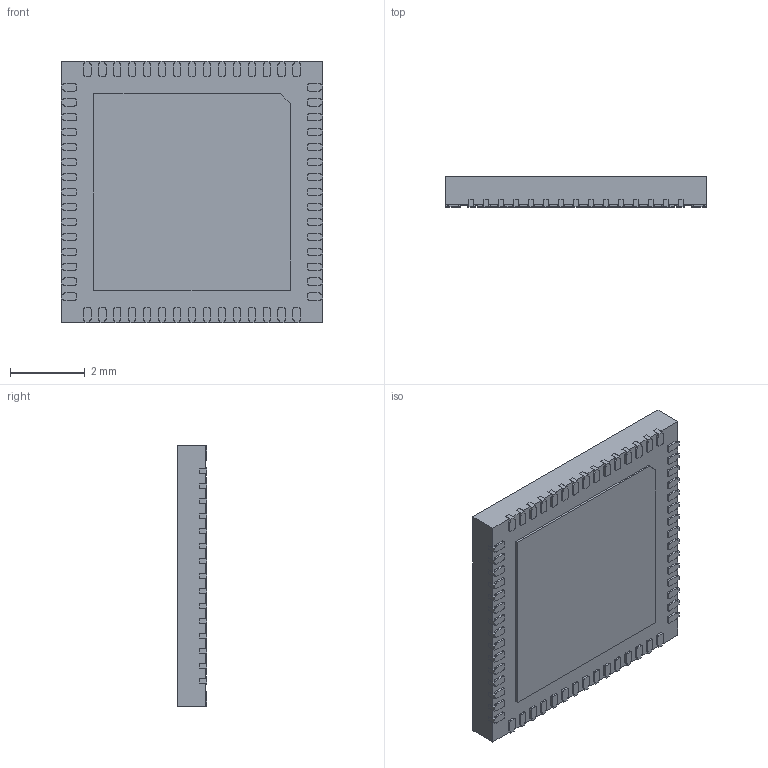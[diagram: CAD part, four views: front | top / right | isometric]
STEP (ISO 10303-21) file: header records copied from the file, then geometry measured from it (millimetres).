
FILE_DESCRIPTION (( 'STEP AP214' ), '1' );
FILE_NAME ('IS31FL3741-QFLS4-TR.STEP', '2018-12-28T07:53:38', ( '' ), ( '' ), 'SwSTEP 2.0', 'SolidWorks 2017', '' );
FILE_SCHEMA (( 'AUTOMOTIVE_DESIGN' ));
Length unit declared in the file: millimetre
Products named in the file (1): IS31FL3741-QFLS4-TR
Bounding box: 7 x 0.8 x 7 mm (x, y, z)
Volume: 38.3 mm3; surface area: 210.1 mm2
Topology: 63 solids, 63 shells, 1346 faces, 3654 edges, 2436 vertices
Faces by surface type: plane 862, cylinder 484
Entity records: 43038 total; most frequent: CARTESIAN_POINT 7437, DIRECTION 7316, ORIENTED_EDGE 7308, EDGE_CURVE 3654, VECTOR 2686, LINE 2686, VERTEX_POINT 2436, AXIS2_PLACEMENT_3D 2315
